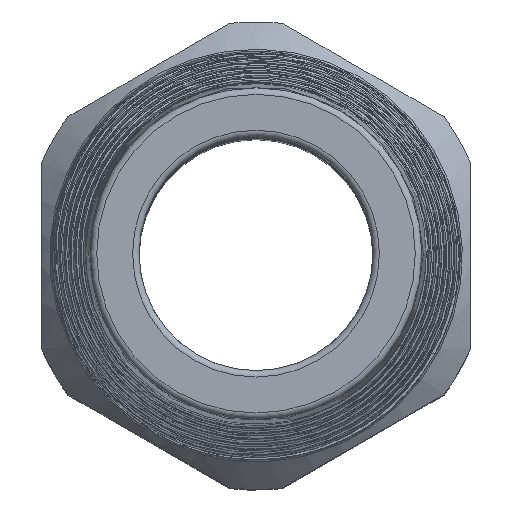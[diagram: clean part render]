
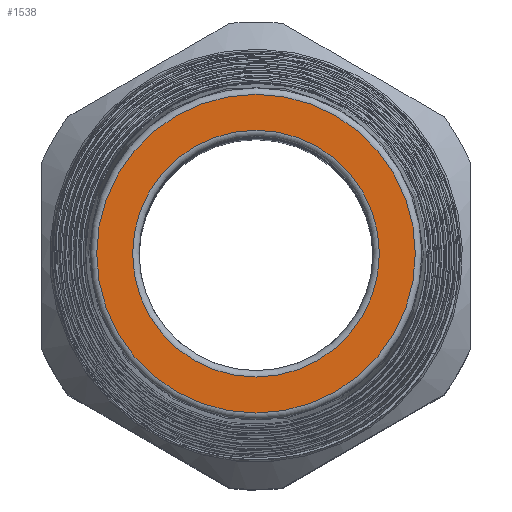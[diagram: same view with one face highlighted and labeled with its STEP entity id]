
A CAD part, top view. The second image highlights one B-rep face of the part: STEP entity #1538.
In plain terms, the highlighted planar face has unit normal (0, 0, 1).
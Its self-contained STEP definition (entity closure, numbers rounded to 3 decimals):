
#357=PLANE('',#1666);
#438=FACE_BOUND('',#575,.T.);
#477=FACE_OUTER_BOUND('',#574,.T.);
#574=EDGE_LOOP('',(#1230));
#575=EDGE_LOOP('',(#1231));
#658=CIRCLE('',#1651,12.267);
#668=CIRCLE('',#1665,9.5);
#734=VERTEX_POINT('',#42048);
#750=VERTEX_POINT('',#42084);
#911=EDGE_CURVE('',#734,#734,#658,.T.);
#927=EDGE_CURVE('',#750,#750,#668,.T.);
#1230=ORIENTED_EDGE('',*,*,#911,.T.);
#1231=ORIENTED_EDGE('',*,*,#927,.T.);
#1538=ADVANCED_FACE('',(#477,#438),#357,.T.);
#1651=AXIS2_PLACEMENT_3D('',#42049,#1865,#1866);
#1665=AXIS2_PLACEMENT_3D('',#42085,#1899,#1900);
#1666=AXIS2_PLACEMENT_3D('',#42086,#1901,#1902);
#1865=DIRECTION('center_axis',(0.,0.,1.));
#1866=DIRECTION('ref_axis',(1.,0.,0.));
#1899=DIRECTION('center_axis',(0.,0.,-1.));
#1900=DIRECTION('ref_axis',(1.,0.,0.));
#1901=DIRECTION('center_axis',(0.,0.,1.));
#1902=DIRECTION('ref_axis',(1.,0.,0.));
#42048=CARTESIAN_POINT('',(12.267,0.,130.));
#42049=CARTESIAN_POINT('Origin',(0.,0.,130.));
#42084=CARTESIAN_POINT('',(9.5,0.,130.));
#42085=CARTESIAN_POINT('Origin',(0.,0.,130.));
#42086=CARTESIAN_POINT('Origin',(0.,0.,130.));
